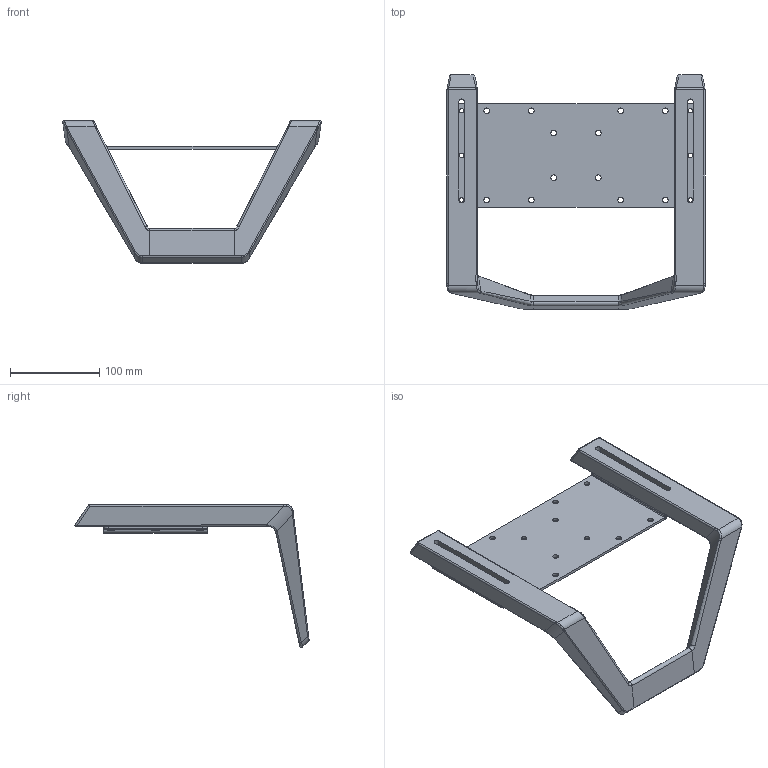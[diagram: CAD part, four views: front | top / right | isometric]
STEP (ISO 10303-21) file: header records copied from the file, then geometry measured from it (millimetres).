
FILE_DESCRIPTION(/* description */ ('Monitor Griff - Kit'),/* implementation_level */ '2;1');
FILE_NAME(/* name */ 'ZEI_CAD_320624-0-REV00_#SALL_#AIN_#V1.step',/* time_stamp */ '2022-10-10T07:09:35+02:00',/* author */ ('MiniTec'),/* organization */ ('MiniTec GmbH & Co.KG'),/* preprocessor_version */ 'ST-DEVELOPER v18.1',/* originating_system */ 'Autodesk Inventor 2021',/* authorisation */ '');
FILE_SCHEMA (('CONFIG_CONTROL_DESIGN'));
Length unit declared in the file: millimetre
Products named in the file (3): leer; leer_1; leer_2
Assembly tree (2 placements, depth 2):
  leer
    leer_1
    leer_2
Bounding box: 289.3 x 262.1 x 159.94 mm (x, y, z)
Volume: 595152.4 mm3; surface area: 164962.9 mm2
Topology: 2 solids, 2 shells, 188 faces, 432 edges, 254 vertices
Faces by surface type: cylinder 70, plane 62, bspline 50, torus 6
Full cylindrical faces by diameter (mm): 5 x6, 6.3 x12, 8 x6
Entity records: 9340 total; most frequent: CARTESIAN_POINT 5126, ORIENTED_EDGE 864, DIRECTION 842, EDGE_CURVE 432, AXIS2_PLACEMENT_3D 335, VERTEX_POINT 254, EDGE_LOOP 234, FACE_OUTER_BOUND 188
